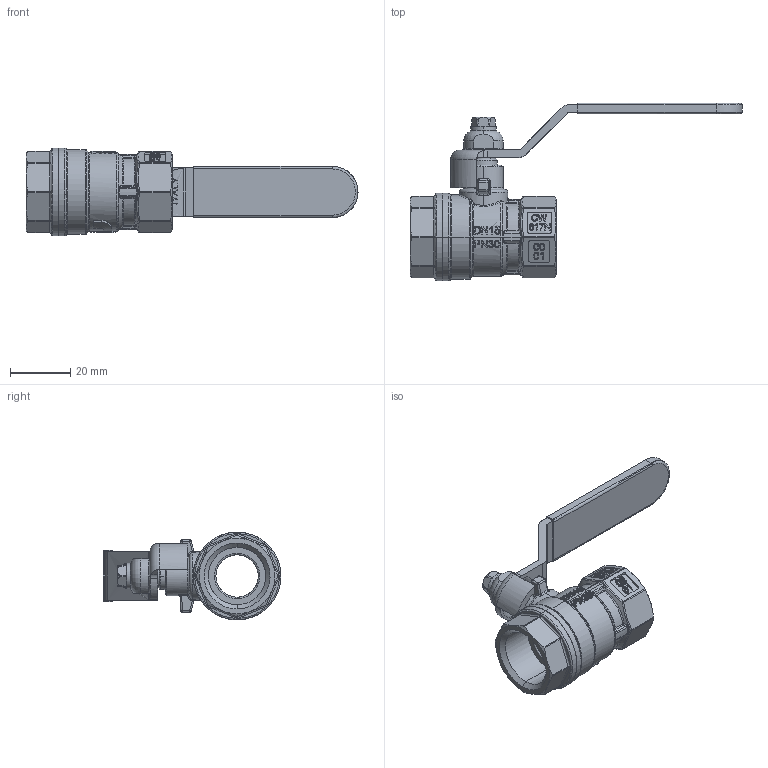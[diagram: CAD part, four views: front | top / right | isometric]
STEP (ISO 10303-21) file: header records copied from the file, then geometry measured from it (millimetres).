
FILE_DESCRIPTION (( 'STEP AP214' ), '1' );
FILE_NAME ('IT-VIENNA21604_R.STEP', '2018-09-14T14:03:32', ( '' ), ( '' ), 'SwSTEP 2.0', 'SolidWorks 2018', '' );
FILE_SCHEMA (( 'AUTOMOTIVE_DESIGN' ));
Length unit declared in the file: millimetre
Products named in the file (1): IT-VIENNA21604_R
Bounding box: 109.8 x 58.78 x 29 mm (x, y, z)
Surface area: 14960.6 mm2 (no closed solid volume)
Topology: 0 solids, 7 shells, 991 faces, 2543 edges, 1631 vertices
Faces by surface type: plane 439, bspline 234, cylinder 165, torus 79, cone 43, sphere 31
Entity records: 46423 total; most frequent: CARTESIAN_POINT 28261, ORIENTED_EDGE 4981, EDGE_CURVE 2534, B_SPLINE_CURVE_WITH_KNOTS 2474, VERTEX_POINT 1631, DIRECTION 1512, EDGE_LOOP 1086, ADVANCED_FACE 989
